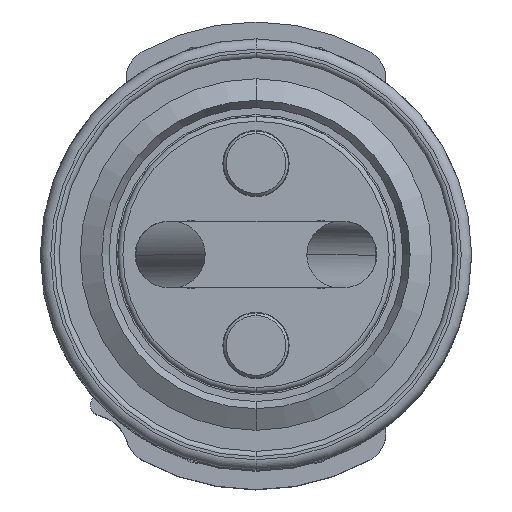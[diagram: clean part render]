
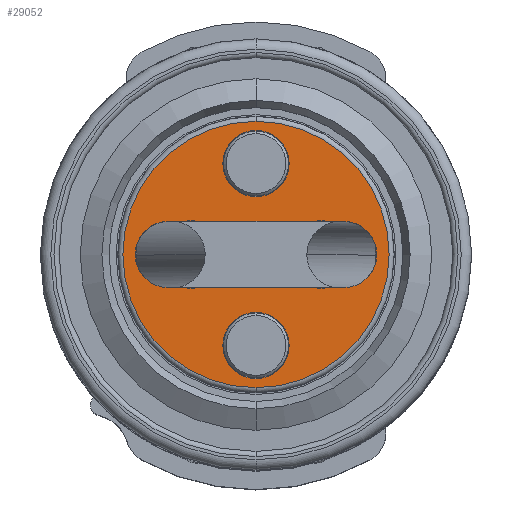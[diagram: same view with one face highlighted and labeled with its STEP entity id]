
A CAD part, top view. The second image highlights one B-rep face of the part: STEP entity #29052.
In plain terms, the highlighted planar face has unit normal (0, 0, 1).
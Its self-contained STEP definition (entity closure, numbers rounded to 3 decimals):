
#12066=DIRECTION('',(-1.,0.,0.));
#12067=VECTOR('',#12066,0.612);
#12068=CARTESIAN_POINT('',(3.375,1.275,28.8));
#12069=LINE('',#12068,#12067);
#12073=CARTESIAN_POINT('',(2.237,1.275,28.8));
#12074=CARTESIAN_POINT('',(2.412,1.309,28.8));
#12075=CARTESIAN_POINT('',(2.588,1.309,28.8));
#12076=CARTESIAN_POINT('',(2.763,1.275,28.8));
#12081=DIRECTION('',(-1.,0.,0.));
#12082=VECTOR('',#12081,4.475);
#12083=CARTESIAN_POINT('',(2.237,1.275,28.8));
#12084=LINE('',#12083,#12082);
#12088=CARTESIAN_POINT('',(-2.763,1.275,28.8));
#12089=CARTESIAN_POINT('',(-2.588,1.309,28.8));
#12090=CARTESIAN_POINT('',(-2.412,1.309,28.8));
#12091=CARTESIAN_POINT('',(-2.237,1.275,28.8));
#12096=DIRECTION('',(-1.,0.,0.));
#12097=VECTOR('',#12096,0.612);
#12098=CARTESIAN_POINT('',(-2.763,1.275,28.8));
#12099=LINE('',#12098,#12097);
#12103=CARTESIAN_POINT('',(-3.375,0.,28.8));
#12104=DIRECTION('',(0.,0.,1.));
#12105=DIRECTION('',(0.,1.,0.));
#12106=AXIS2_PLACEMENT_3D('',#12103,#12104,#12105);
#12111=DIRECTION('',(1.,0.,0.));
#12112=VECTOR('',#12111,0.612);
#12113=CARTESIAN_POINT('',(-3.375,-1.275,28.8));
#12114=LINE('',#12113,#12112);
#12118=CARTESIAN_POINT('',(-2.237,-1.275,28.8));
#12119=CARTESIAN_POINT('',(-2.412,-1.309,28.8));
#12120=CARTESIAN_POINT('',(-2.588,-1.309,28.8));
#12121=CARTESIAN_POINT('',(-2.763,-1.275,28.8));
#12126=DIRECTION('',(1.,0.,0.));
#12127=VECTOR('',#12126,4.475);
#12128=CARTESIAN_POINT('',(-2.237,-1.275,28.8));
#12129=LINE('',#12128,#12127);
#12133=CARTESIAN_POINT('',(2.763,-1.275,28.8));
#12134=CARTESIAN_POINT('',(2.588,-1.309,28.8));
#12135=CARTESIAN_POINT('',(2.412,-1.309,28.8));
#12136=CARTESIAN_POINT('',(2.237,-1.275,28.8));
#12141=DIRECTION('',(1.,0.,0.));
#12142=VECTOR('',#12141,0.612);
#12143=CARTESIAN_POINT('',(2.763,-1.275,28.8));
#12144=LINE('',#12143,#12142);
#12148=CARTESIAN_POINT('',(3.375,0.,28.8));
#12149=DIRECTION('',(0.,0.,1.));
#12150=DIRECTION('',(0.,-1.,0.));
#12151=AXIS2_PLACEMENT_3D('',#12148,#12149,#12150);
#12156=CARTESIAN_POINT('',(0.,3.5,28.8));
#12157=DIRECTION('',(0.,0.,1.));
#12158=DIRECTION('',(0.,1.,0.));
#12159=AXIS2_PLACEMENT_3D('',#12156,#12157,#12158);
#12164=CARTESIAN_POINT('',(0.,3.5,28.8));
#12165=DIRECTION('',(0.,0.,1.));
#12166=DIRECTION('',(0.,-1.,0.));
#12167=AXIS2_PLACEMENT_3D('',#12164,#12165,#12166);
#12172=CARTESIAN_POINT('',(0.,-3.5,28.8));
#12173=DIRECTION('',(0.,0.,-1.));
#12174=DIRECTION('',(0.,-1.,0.));
#12175=AXIS2_PLACEMENT_3D('',#12172,#12173,#12174);
#12180=CARTESIAN_POINT('',(0.,-3.5,28.8));
#12181=DIRECTION('',(0.,0.,-1.));
#12182=DIRECTION('',(0.,1.,0.));
#12183=AXIS2_PLACEMENT_3D('',#12180,#12181,#12182);
#12188=CARTESIAN_POINT('',(0.,0.,28.8));
#12189=DIRECTION('',(0.,0.,1.));
#12190=DIRECTION('',(0.,1.,0.));
#12191=AXIS2_PLACEMENT_3D('',#12188,#12189,#12190);
#12196=CARTESIAN_POINT('',(0.,0.,28.8));
#12197=DIRECTION('',(0.,0.,1.));
#12198=DIRECTION('',(0.,-1.,0.));
#12199=AXIS2_PLACEMENT_3D('',#12196,#12197,#12198);
#18168=CARTESIAN_POINT('',(3.375,1.275,28.8));
#18169=CARTESIAN_POINT('',(2.763,1.275,28.8));
#18170=VERTEX_POINT('',#18168);
#18171=VERTEX_POINT('',#18169);
#18172=CARTESIAN_POINT('',(-3.375,1.275,28.8));
#18173=CARTESIAN_POINT('',(-3.375,-1.275,28.8));
#18174=VERTEX_POINT('',#18172);
#18175=VERTEX_POINT('',#18173);
#18176=CARTESIAN_POINT('',(-2.763,-1.275,28.8));
#18177=VERTEX_POINT('',#18176);
#18178=CARTESIAN_POINT('',(3.375,-1.275,28.8));
#18179=VERTEX_POINT('',#18178);
#18181=CARTESIAN_POINT('',(-2.763,1.275,28.8));
#18183=VERTEX_POINT('',#18181);
#18187=CARTESIAN_POINT('',(2.763,-1.275,28.8));
#18189=VERTEX_POINT('',#18187);
#18192=VERTEX_POINT('',#12118);
#18193=VERTEX_POINT('',#12073);
#18206=CARTESIAN_POINT('',(-2.237,1.275,28.8));
#18207=VERTEX_POINT('',#18206);
#18208=CARTESIAN_POINT('',(2.237,-1.275,28.8));
#18209=VERTEX_POINT('',#18208);
#18216=CARTESIAN_POINT('',(0.,4.775,28.8));
#18217=CARTESIAN_POINT('',(0.,2.225,28.8));
#18218=VERTEX_POINT('',#18216);
#18219=VERTEX_POINT('',#18217);
#18220=CARTESIAN_POINT('',(0.,-4.775,28.8));
#18221=CARTESIAN_POINT('',(0.,-2.225,28.8));
#18222=VERTEX_POINT('',#18220);
#18223=VERTEX_POINT('',#18221);
#18254=CARTESIAN_POINT('',(0.,5.125,28.8));
#18255=CARTESIAN_POINT('',(0.,-5.125,28.8));
#18256=VERTEX_POINT('',#18254);
#18257=VERTEX_POINT('',#18255);
#29008=CARTESIAN_POINT('',(0.,0.,28.8));
#29009=DIRECTION('',(0.,0.,1.));
#29010=DIRECTION('',(0.,1.,0.));
#29011=AXIS2_PLACEMENT_3D('',#29008,#29009,#29010);
#29012=PLANE('',#29011);
#29014=ORIENTED_EDGE('',*,*,#29013,.F.);
#29016=ORIENTED_EDGE('',*,*,#29015,.F.);
#29017=EDGE_LOOP('',(#29014,#29016));
#29018=FACE_OUTER_BOUND('',#29017,.F.);
#29020=ORIENTED_EDGE('',*,*,#29019,.T.);
#29021=ORIENTED_EDGE('',*,*,#28863,.F.);
#29023=ORIENTED_EDGE('',*,*,#29022,.T.);
#29025=ORIENTED_EDGE('',*,*,#29024,.F.);
#29027=ORIENTED_EDGE('',*,*,#29026,.T.);
#29029=ORIENTED_EDGE('',*,*,#29028,.T.);
#29030=ORIENTED_EDGE('',*,*,#28971,.T.);
#29032=ORIENTED_EDGE('',*,*,#29031,.F.);
#29033=ORIENTED_EDGE('',*,*,#29001,.T.);
#29034=ORIENTED_EDGE('',*,*,#28945,.F.);
#29035=ORIENTED_EDGE('',*,*,#28988,.T.);
#29037=ORIENTED_EDGE('',*,*,#29036,.T.);
#29038=EDGE_LOOP('',(#29020,#29021,#29023,#29025,#29027,#29029,#29030,#29032,
#29033,#29034,#29035,#29037));
#29039=FACE_BOUND('',#29038,.F.);
#29041=ORIENTED_EDGE('',*,*,#29040,.T.);
#29043=ORIENTED_EDGE('',*,*,#29042,.T.);
#29044=EDGE_LOOP('',(#29041,#29043));
#29045=FACE_BOUND('',#29044,.F.);
#29047=ORIENTED_EDGE('',*,*,#29046,.F.);
#29049=ORIENTED_EDGE('',*,*,#29048,.F.);
#29050=EDGE_LOOP('',(#29047,#29049));
#29051=FACE_BOUND('',#29050,.F.);
#29052=ADVANCED_FACE('',(#29018,#29039,#29045,#29051),#29012,.T.);
#12077=B_SPLINE_CURVE_WITH_KNOTS('',3,(#12073,#12074,#12075,#12076),
.UNSPECIFIED.,.F.,.F.,(4,4),(0.,1.),.UNSPECIFIED.);
#12092=B_SPLINE_CURVE_WITH_KNOTS('',3,(#12088,#12089,#12090,#12091),
.UNSPECIFIED.,.F.,.F.,(4,4),(0.,1.),.UNSPECIFIED.);
#12107=CIRCLE('',#12106,1.275);
#12122=B_SPLINE_CURVE_WITH_KNOTS('',3,(#12118,#12119,#12120,#12121),
.UNSPECIFIED.,.F.,.F.,(4,4),(0.,1.),.UNSPECIFIED.);
#12137=B_SPLINE_CURVE_WITH_KNOTS('',3,(#12133,#12134,#12135,#12136),
.UNSPECIFIED.,.F.,.F.,(4,4),(0.,1.),.UNSPECIFIED.);
#12152=CIRCLE('',#12151,1.275);
#12160=CIRCLE('',#12159,1.275);
#12168=CIRCLE('',#12167,1.275);
#12176=CIRCLE('',#12175,1.275);
#12184=CIRCLE('',#12183,1.275);
#12192=CIRCLE('',#12191,5.125);
#12200=CIRCLE('',#12199,5.125);
#28863=EDGE_CURVE('',#18193,#18171,#12077,.T.);
#28945=EDGE_CURVE('',#18189,#18209,#12137,.T.);
#28971=EDGE_CURVE('',#18175,#18177,#12114,.T.);
#28988=EDGE_CURVE('',#18189,#18179,#12144,.T.);
#29001=EDGE_CURVE('',#18192,#18209,#12129,.T.);
#29013=EDGE_CURVE('',#18256,#18257,#12192,.T.);
#29015=EDGE_CURVE('',#18257,#18256,#12200,.T.);
#29019=EDGE_CURVE('',#18170,#18171,#12069,.T.);
#29022=EDGE_CURVE('',#18193,#18207,#12084,.T.);
#29024=EDGE_CURVE('',#18183,#18207,#12092,.T.);
#29026=EDGE_CURVE('',#18183,#18174,#12099,.T.);
#29028=EDGE_CURVE('',#18174,#18175,#12107,.T.);
#29031=EDGE_CURVE('',#18192,#18177,#12122,.T.);
#29036=EDGE_CURVE('',#18179,#18170,#12152,.T.);
#29040=EDGE_CURVE('',#18218,#18219,#12160,.T.);
#29042=EDGE_CURVE('',#18219,#18218,#12168,.T.);
#29046=EDGE_CURVE('',#18222,#18223,#12176,.T.);
#29048=EDGE_CURVE('',#18223,#18222,#12184,.T.);
